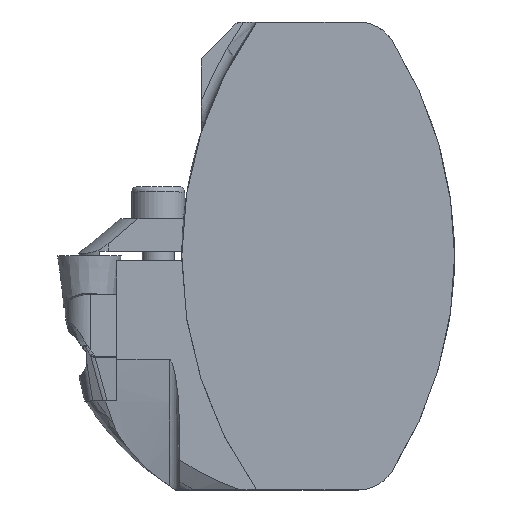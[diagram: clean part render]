
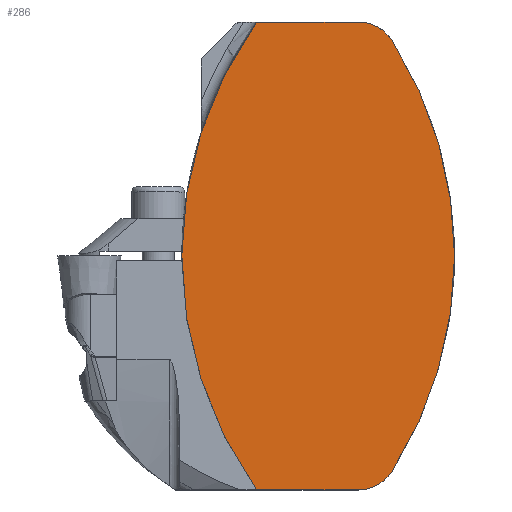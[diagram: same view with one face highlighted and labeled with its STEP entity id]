
A CAD part, top view. The second image highlights one B-rep face of the part: STEP entity #286.
In plain terms, the highlighted planar face has unit normal (0, 0, 1).
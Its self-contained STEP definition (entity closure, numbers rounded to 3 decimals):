
#286=ADVANCED_FACE('',(#431),#373,.T.);
#373=PLANE('',#1907);
#431=FACE_OUTER_BOUND('',#519,.T.);
#519=EDGE_LOOP('',(#970,#971,#972,#973,#974,#975));
#629=LINE('',#2706,#747);
#639=LINE('',#2773,#757);
#747=VECTOR('',#2115,1.);
#757=VECTOR('',#2133,1.);
#970=ORIENTED_EDGE('',*,*,#1557,.T.);
#971=ORIENTED_EDGE('',*,*,#1591,.T.);
#972=ORIENTED_EDGE('',*,*,#1578,.F.);
#973=ORIENTED_EDGE('',*,*,#1592,.T.);
#974=ORIENTED_EDGE('',*,*,#1540,.F.);
#975=ORIENTED_EDGE('',*,*,#1593,.T.);
#1371=VERTEX_POINT('',#2707);
#1372=VERTEX_POINT('',#2708);
#1385=VERTEX_POINT('',#2772);
#1386=VERTEX_POINT('',#2774);
#1399=VERTEX_POINT('',#2847);
#1400=VERTEX_POINT('',#2848);
#1540=EDGE_CURVE('',#1371,#1372,#629,.T.);
#1557=EDGE_CURVE('',#1386,#1385,#639,.T.);
#1578=EDGE_CURVE('',#1399,#1400,#1754,.T.);
#1591=EDGE_CURVE('',#1385,#1400,#1758,.T.);
#1592=EDGE_CURVE('',#1399,#1372,#1759,.T.);
#1593=EDGE_CURVE('',#1371,#1386,#1760,.T.);
#1754=CIRCLE('',#1897,60.25);
#1758=CIRCLE('',#1904,6.);
#1759=CIRCLE('',#1905,6.);
#1760=CIRCLE('',#1906,60.4);
#1897=AXIS2_PLACEMENT_3D('',#2846,#2164,#2165);
#1904=AXIS2_PLACEMENT_3D('',#2923,#2187,#2188);
#1905=AXIS2_PLACEMENT_3D('',#2924,#2189,#2190);
#1906=AXIS2_PLACEMENT_3D('',#2925,#2191,#2192);
#1907=AXIS2_PLACEMENT_3D('',#2926,#2193,#2194);
#2115=DIRECTION('',(1.,0.,0.));
#2133=DIRECTION('',(1.,0.,0.));
#2164=DIRECTION('',(0.,0.,-1.));
#2165=DIRECTION('',(1.,0.,0.));
#2187=DIRECTION('',(0.,0.,1.));
#2188=DIRECTION('',(1.,0.,0.));
#2189=DIRECTION('',(0.,0.,1.));
#2190=DIRECTION('',(1.,0.,0.));
#2191=DIRECTION('',(0.,0.,1.));
#2192=DIRECTION('',(1.,0.,0.));
#2193=DIRECTION('',(0.,0.,1.));
#2194=DIRECTION('',(1.,0.,0.));
#2706=CARTESIAN_POINT('',(-32.425,35.,0.));
#2707=CARTESIAN_POINT('',(-9.226,35.,0.));
#2708=CARTESIAN_POINT('',(5.998,35.,0.));
#2772=CARTESIAN_POINT('',(5.998,-35.,0.));
#2773=CARTESIAN_POINT('',(-5.552,-35.,0.));
#2774=CARTESIAN_POINT('',(-9.226,-35.,0.));
#2846=CARTESIAN_POINT('',(-39.85,0.,0.));
#2847=CARTESIAN_POINT('',(11.069,32.207,0.));
#2848=CARTESIAN_POINT('',(11.069,-32.207,0.));
#2923=CARTESIAN_POINT('',(5.998,-29.,0.));
#2924=CARTESIAN_POINT('',(5.998,29.,0.));
#2925=CARTESIAN_POINT('',(40.,0.,0.));
#2926=CARTESIAN_POINT('',(-5.552,35.,0.));
